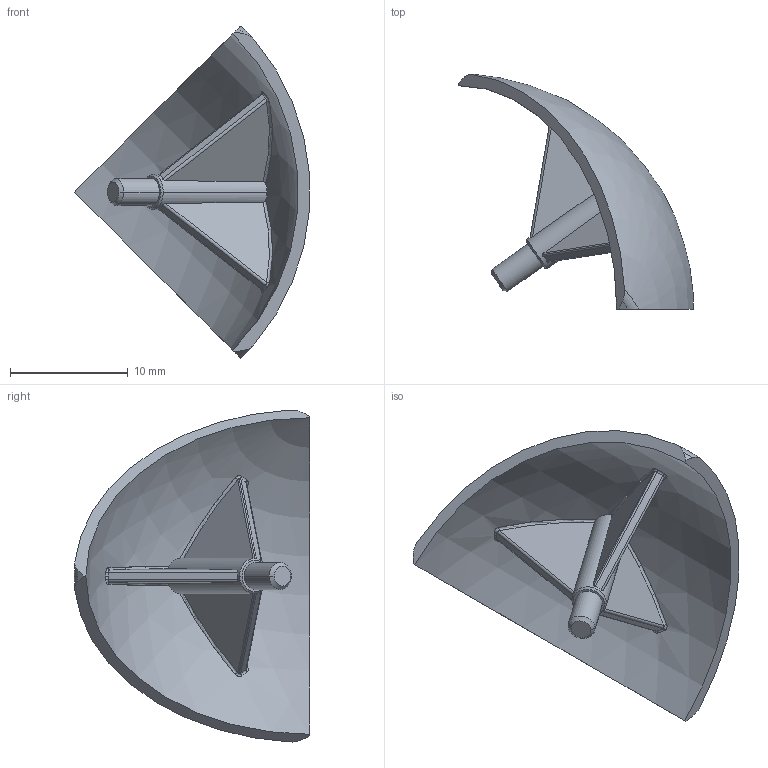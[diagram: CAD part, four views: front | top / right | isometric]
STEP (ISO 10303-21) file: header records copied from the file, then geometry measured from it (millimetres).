
FILE_DESCRIPTION(('STEP AP214'),'1');
FILE_NAME('fath_093wea201b.stp','2017-05-06T07:46:34',('TraceParts'),('TraceParts S.A.'),'Spatial InterOp 3D',' ',' ');
FILE_SCHEMA(('automotive_design'));
Length unit declared in the file: millimetre
Products named in the file (1): fath_093wea201b
Bounding box: 19.94 x 19.96 x 28.19 mm (x, y, z)
Volume: 836.1 mm3; surface area: 1644.9 mm2
Topology: 1 solids, 1 shells, 61 faces, 156 edges, 98 vertices
Faces by surface type: torus 20, plane 17, cylinder 12, bspline 6, cone 4, sphere 2
Entity records: 2572 total; most frequent: CARTESIAN_POINT 653, ORIENTED_EDGE 310, DIRECTION 291, EDGE_CURVE 155, AXIS2_PLACEMENT_3D 130, VERTEX_POINT 98, CIRCLE 74, EDGE_LOOP 63
